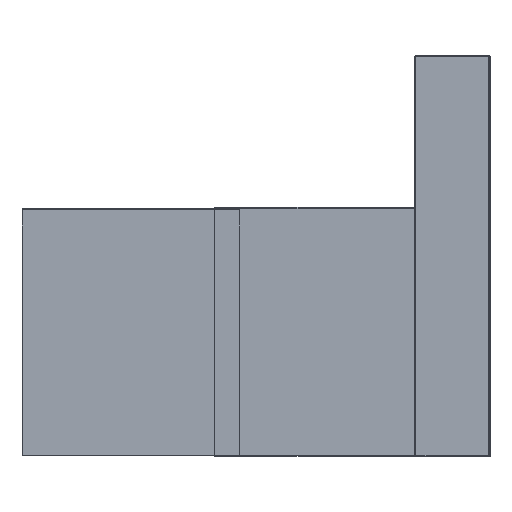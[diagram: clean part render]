
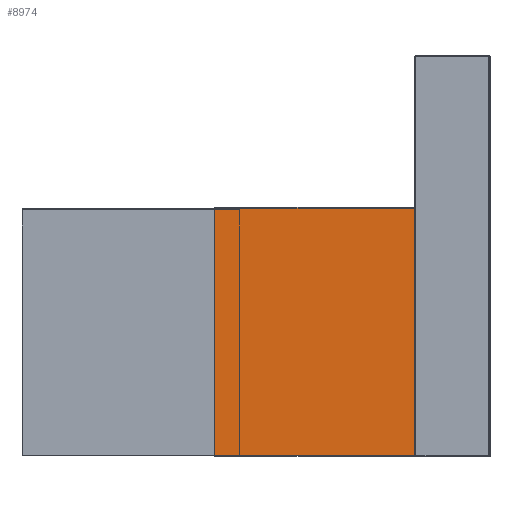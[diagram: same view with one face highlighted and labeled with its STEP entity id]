
A CAD part, left-side view. The second image highlights one B-rep face of the part: STEP entity #8974.
In plain terms, the highlighted planar face has unit normal (-1, 0, 0).
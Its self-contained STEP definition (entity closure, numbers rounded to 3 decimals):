
#1913 = ORIENTED_EDGE ( 'NONE', *, *, #9562, .T. ) ;
#1958 = EDGE_CURVE ( 'NONE', #15659, #7976, #13902, .T. ) ;
#2136 = DIRECTION ( 'NONE',  ( -1., 0., 0. ) ) ;
#2624 = VERTEX_POINT ( 'NONE', #9236 ) ;
#3527 = CARTESIAN_POINT ( 'NONE',  ( -395.5, 550., -70. ) ) ;
#3896 = ORIENTED_EDGE ( 'NONE', *, *, #1958, .F. ) ;
#4454 = CARTESIAN_POINT ( 'NONE',  ( -395.5, 550., -400. ) ) ;
#5801 = VECTOR ( 'NONE', #17982, 1000. ) ;
#6125 = ORIENTED_EDGE ( 'NONE', *, *, #20169, .T. ) ;
#6557 = CARTESIAN_POINT ( 'NONE',  ( -395.5, 284., -400. ) ) ;
#6570 = LINE ( 'NONE', #10789, #5801 ) ;
#6669 = EDGE_CURVE ( 'NONE', #15659, #2624, #6570, .T. ) ;
#7252 = CARTESIAN_POINT ( 'NONE',  ( -395.5, 550., -400. ) ) ;
#7716 = ORIENTED_EDGE ( 'NONE', *, *, #6669, .T. ) ;
#7976 = VERTEX_POINT ( 'NONE', #20694 ) ;
#8058 = EDGE_LOOP ( 'NONE', ( #3896, #7716, #6125, #1913 ) ) ;
#8216 = LINE ( 'NONE', #17283, #11319 ) ;
#8974 = ADVANCED_FACE ( 'NONE', ( #19242 ), #19121, .T. ) ;
#9055 = CARTESIAN_POINT ( 'NONE',  ( -395.5, 550., 95. ) ) ;
#9236 = CARTESIAN_POINT ( 'NONE',  ( -395.5, 151., 95. ) ) ;
#9562 = EDGE_CURVE ( 'NONE', #22425, #7976, #15289, .T. ) ;
#10789 = CARTESIAN_POINT ( 'NONE',  ( -395.5, 151., -400. ) ) ;
#11319 = VECTOR ( 'NONE', #21235, 1000. ) ;
#11902 = CARTESIAN_POINT ( 'NONE',  ( -395.5, 151., -400. ) ) ;
#13902 = B_SPLINE_CURVE_WITH_KNOTS ( 'NONE', 3,
 ( #19582, #6557, #17848, #4454 ),
 .UNSPECIFIED., .F., .F.,
 ( 4, 4 ),
 ( 0.002, 1. ),
 .UNSPECIFIED. ) ;
#15289 = B_SPLINE_CURVE_WITH_KNOTS ( 'NONE', 3,
 ( #16436, #3527, #16566, #7252 ),
 .UNSPECIFIED., .F., .F.,
 ( 4, 4 ),
 ( 0.004, 1. ),
 .UNSPECIFIED. ) ;
#15659 = VERTEX_POINT ( 'NONE', #11902 ) ;
#16436 = CARTESIAN_POINT ( 'NONE',  ( -395.5, 550., 95. ) ) ;
#16566 = CARTESIAN_POINT ( 'NONE',  ( -395.5, 550., -235. ) ) ;
#16908 = DIRECTION ( 'NONE',  ( 0., 0., 1. ) ) ;
#17283 = CARTESIAN_POINT ( 'NONE',  ( -395.5, 550., 95. ) ) ;
#17848 = CARTESIAN_POINT ( 'NONE',  ( -395.5, 417., -400. ) ) ;
#17982 = DIRECTION ( 'NONE',  ( 0., 0., 1. ) ) ;
#19121 = PLANE ( 'NONE',  #20062 ) ;
#19242 = FACE_OUTER_BOUND ( 'NONE', #8058, .T. ) ;
#19582 = CARTESIAN_POINT ( 'NONE',  ( -395.5, 151., -400. ) ) ;
#20062 = AXIS2_PLACEMENT_3D ( 'NONE', #23079, #2136, #16908 ) ;
#20169 = EDGE_CURVE ( 'NONE', #2624, #22425, #8216, .T. ) ;
#20694 = CARTESIAN_POINT ( 'NONE',  ( -395.5, 550., -400. ) ) ;
#21235 = DIRECTION ( 'NONE',  ( 0., 1., 0. ) ) ;
#22425 = VERTEX_POINT ( 'NONE', #9055 ) ;
#23079 = CARTESIAN_POINT ( 'NONE',  ( -395.5, 150., -400. ) ) ;
